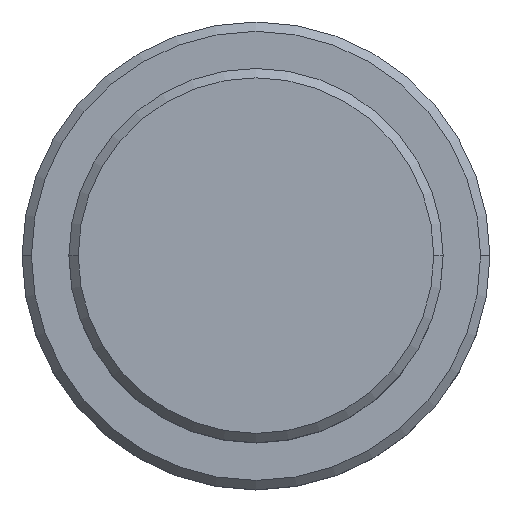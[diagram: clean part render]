
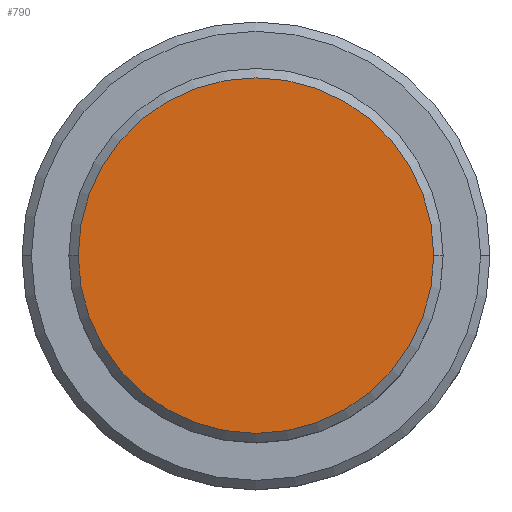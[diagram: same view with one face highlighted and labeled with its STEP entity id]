
A CAD part, top view. The second image highlights one B-rep face of the part: STEP entity #790.
In plain terms, the highlighted planar face has unit normal (0, 0, 1).
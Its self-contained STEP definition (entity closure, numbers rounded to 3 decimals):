
#81 = DIRECTION ( 'NONE',  ( 1., 0., 0. ) ) ;
#91 = DIRECTION ( 'NONE',  ( 0., 0., 1. ) ) ;
#101 = PLANE ( 'NONE',  #526 ) ;
#118 = DIRECTION ( 'NONE',  ( 0., 0., 1. ) ) ;
#224 = FACE_OUTER_BOUND ( 'NONE', #1368, .T. ) ;
#490 = CARTESIAN_POINT ( 'NONE',  ( 0., 0., 0. ) ) ;
#512 = VERTEX_POINT ( 'NONE', #594 ) ;
#526 = AXIS2_PLACEMENT_3D ( 'NONE', #1062, #118, #671 ) ;
#594 = CARTESIAN_POINT ( 'NONE',  ( -9.5, 0., 0. ) ) ;
#670 = CIRCLE ( 'NONE', #843, 9.5 ) ;
#671 = DIRECTION ( 'NONE',  ( 1., 0., 0. ) ) ;
#735 = DIRECTION ( 'NONE',  ( 0., 0., 1. ) ) ;
#743 = CARTESIAN_POINT ( 'NONE',  ( 0., 0., 0. ) ) ;
#790 = ADVANCED_FACE ( 'NONE', ( #224 ), #101, .T. ) ;
#834 = VERTEX_POINT ( 'NONE', #1181 ) ;
#843 = AXIS2_PLACEMENT_3D ( 'NONE', #490, #91, #81 ) ;
#962 = AXIS2_PLACEMENT_3D ( 'NONE', #743, #735, #1168 ) ;
#1062 = CARTESIAN_POINT ( 'NONE',  ( 0., 0., 0. ) ) ;
#1160 = EDGE_CURVE ( 'NONE', #512, #834, #670, .T. ) ;
#1168 = DIRECTION ( 'NONE',  ( 1., 0., 0. ) ) ;
#1172 = EDGE_CURVE ( 'NONE', #834, #512, #1388, .T. ) ;
#1181 = CARTESIAN_POINT ( 'NONE',  ( 9.5, 0., 0. ) ) ;
#1197 = ORIENTED_EDGE ( 'NONE', *, *, #1172, .T. ) ;
#1368 = EDGE_LOOP ( 'NONE', ( #1404, #1197 ) ) ;
#1388 = CIRCLE ( 'NONE', #962, 9.5 ) ;
#1404 = ORIENTED_EDGE ( 'NONE', *, *, #1160, .T. ) ;
